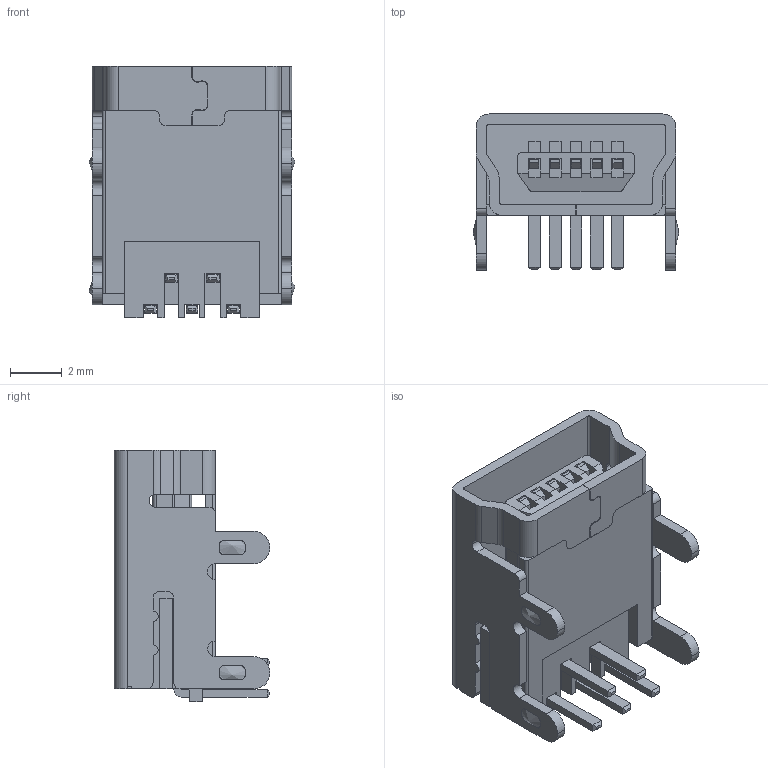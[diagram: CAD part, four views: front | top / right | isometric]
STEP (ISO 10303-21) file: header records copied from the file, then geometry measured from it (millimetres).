
FILE_DESCRIPTION(('FreeCAD Model'),'2;1');
FILE_NAME('Open CASCADE Shape Model','2025-11-20T16:47:15',('Author'),( ''),'Open CASCADE STEP processor 7.8','FreeCAD','Unknown');
FILE_SCHEMA(('AP242_MANAGED_MODEL_BASED_3D_ENGINEERING_MIM_LF. {1 0 10303 442 1 1 4 }'));
Length unit declared in the file: millimetre
Products named in the file (3): MUSB-5BF01AS001; Shell; Solid001
Assembly tree (2 placements, depth 2):
  MUSB-5BF01AS001
    Shell
    Solid001
Bounding box: 7.93 x 6 x 9.7 mm (x, y, z)
Volume: 108.2 mm3; surface area: 725.6 mm2
Topology: 1 solids, 2 shells, 348 faces, 989 edges, 661 vertices
Faces by surface type: plane 259, cylinder 83, bspline 6
Entity records: 11680 total; most frequent: CARTESIAN_POINT 2495, ORIENTED_EDGE 1978, DIRECTION 1795, EDGE_CURVE 989, LINE 781, VECTOR 781, VERTEX_POINT 661, AXIS2_PLACEMENT_3D 507
